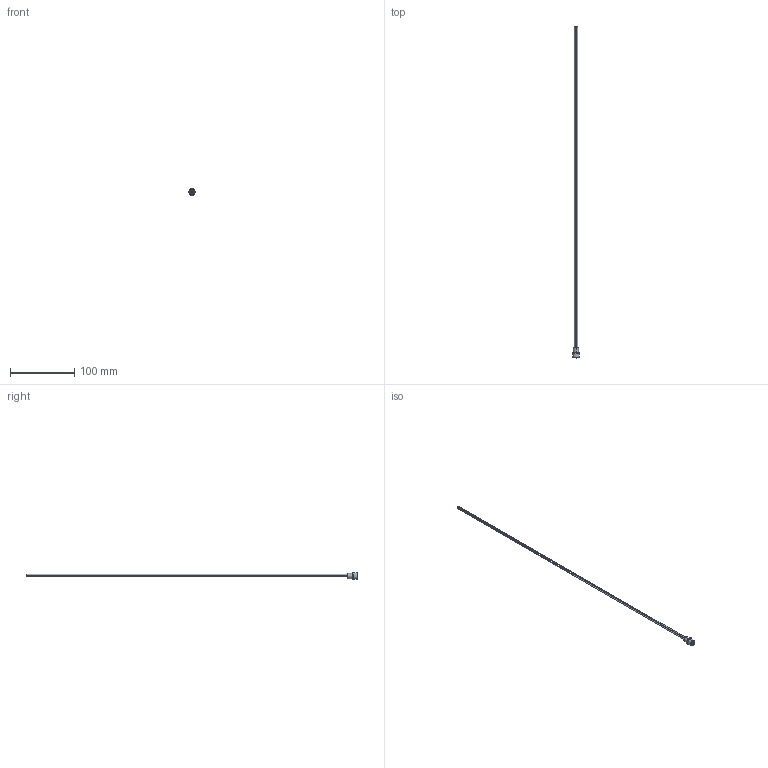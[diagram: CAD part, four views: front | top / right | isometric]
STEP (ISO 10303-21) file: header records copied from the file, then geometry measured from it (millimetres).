
FILE_DESCRIPTION(/* description */ ('Alibre Inc.'),/* implementation_level */ '2;1');
FILE_NAME(/* name */ 'export-B32FEA8F-4BFC-4698-AF97-6EBAE03CF41C',/* time_stamp */ '2020-08-07T16:07:43+02:00',/* author */ (''),/* organization */ (''),/* preprocessor_version */ 'ST-DEVELOPER v17',/* originating_system */ 'Alibre',/* authorisation */ '');
FILE_SCHEMA (('AUTOMOTIVE_DESIGN'));
Length unit declared in the file: millimetre
Products named in the file (1): 1500350
Bounding box: 11.5 x 515.8 x 10 mm (x, y, z)
Volume: 3462.8 mm3; surface area: 8071.8 mm2
Topology: 1 solids, 1 shells, 92 faces, 224 edges, 148 vertices
Faces by surface type: cylinder 48, plane 33, torus 6, cone 5
Full cylindrical faces by diameter (mm): 1.5 x3, 9.65 x1
Entity records: 2805 total; most frequent: CARTESIAN_POINT 487, DIRECTION 458, ORIENTED_EDGE 436, EDGE_CURVE 218, AXIS2_PLACEMENT_3D 205, VERTEX_POINT 147, CIRCLE 113, EDGE_LOOP 111
